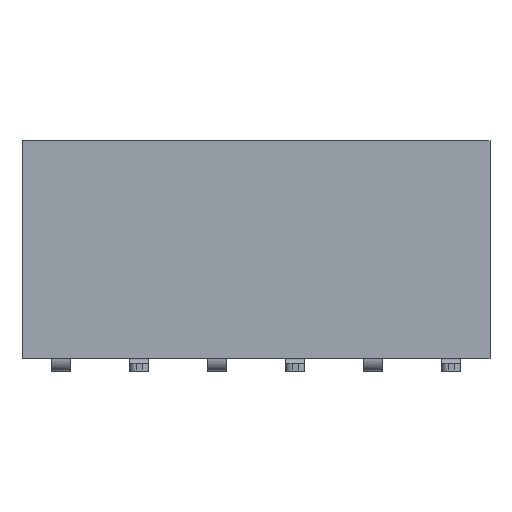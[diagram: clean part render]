
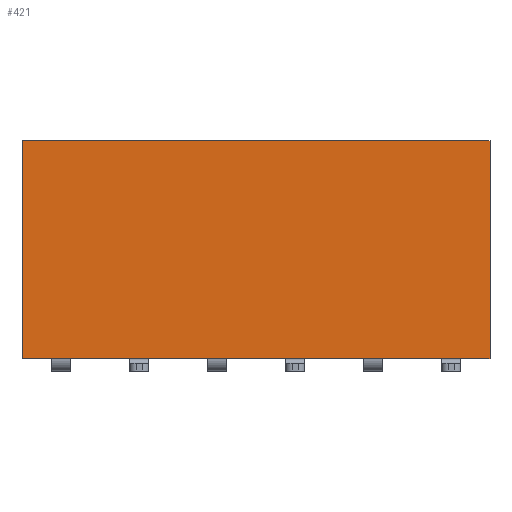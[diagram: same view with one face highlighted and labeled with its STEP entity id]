
A CAD part, top view. The second image highlights one B-rep face of the part: STEP entity #421.
In plain terms, the highlighted planar face has unit normal (0, 0, 1).
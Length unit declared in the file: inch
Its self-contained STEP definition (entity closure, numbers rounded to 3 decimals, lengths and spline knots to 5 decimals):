
#421 = ADVANCED_FACE ( 'NONE', ( #20148 ), #19143, .T. ) ;
#1163 = DIRECTION ( 'NONE',  ( 1., 0., 0. ) ) ;
#1443 = ORIENTED_EDGE ( 'NONE', *, *, #6542, .F. ) ;
#1658 = DIRECTION ( 'NONE',  ( -1., 0., 0. ) ) ;
#2205 = VERTEX_POINT ( 'NONE', #16273 ) ;
#2485 = CARTESIAN_POINT ( 'NONE',  ( 0.6, 0., 0. ) ) ;
#3337 = CARTESIAN_POINT ( 'NONE',  ( 0., 0., 0. ) ) ;
#3382 = CARTESIAN_POINT ( 'NONE',  ( 0., 0., 0. ) ) ;
#3756 = DIRECTION ( 'NONE',  ( 0., 0., 1. ) ) ;
#3845 = ORIENTED_EDGE ( 'NONE', *, *, #15107, .T. ) ;
#3886 = VECTOR ( 'NONE', #1163, 39.37008 ) ;
#4195 = CARTESIAN_POINT ( 'NONE',  ( 0., 0., 0. ) ) ;
#4277 = VERTEX_POINT ( 'NONE', #19986 ) ;
#4445 = CARTESIAN_POINT ( 'NONE',  ( 0., 0., 0. ) ) ;
#5847 = DIRECTION ( 'NONE',  ( 0., -1., 0. ) ) ;
#5912 = DIRECTION ( 'NONE',  ( 1., 0., 0. ) ) ;
#5948 = AXIS2_PLACEMENT_3D ( 'NONE', #3382, #3756, #5912 ) ;
#6542 = EDGE_CURVE ( 'NONE', #4277, #18431, #11848, .T. ) ;
#6584 = CARTESIAN_POINT ( 'NONE',  ( 0., 0.27953, 0. ) ) ;
#8066 = LINE ( 'NONE', #6584, #11882 ) ;
#8260 = VERTEX_POINT ( 'NONE', #3337 ) ;
#11151 = VECTOR ( 'NONE', #5847, 39.37008 ) ;
#11666 = LINE ( 'NONE', #4195, #11151 ) ;
#11848 = LINE ( 'NONE', #2485, #12366 ) ;
#11882 = VECTOR ( 'NONE', #1658, 39.37008 ) ;
#12242 = DIRECTION ( 'NONE',  ( 0., -1., 0. ) ) ;
#12366 = VECTOR ( 'NONE', #12242, 39.37008 ) ;
#14023 = EDGE_LOOP ( 'NONE', ( #1443, #3845, #19714, #14106 ) ) ;
#14106 = ORIENTED_EDGE ( 'NONE', *, *, #17976, .T. ) ;
#14259 = EDGE_CURVE ( 'NONE', #2205, #8260, #11666, .T. ) ;
#15107 = EDGE_CURVE ( 'NONE', #4277, #2205, #8066, .T. ) ;
#16273 = CARTESIAN_POINT ( 'NONE',  ( 0., 0.27953, 0. ) ) ;
#16368 = LINE ( 'NONE', #4445, #3886 ) ;
#17202 = CARTESIAN_POINT ( 'NONE',  ( 0.6, 0., 0. ) ) ;
#17976 = EDGE_CURVE ( 'NONE', #8260, #18431, #16368, .T. ) ;
#18431 = VERTEX_POINT ( 'NONE', #17202 ) ;
#19143 = PLANE ( 'NONE',  #5948 ) ;
#19714 = ORIENTED_EDGE ( 'NONE', *, *, #14259, .T. ) ;
#19986 = CARTESIAN_POINT ( 'NONE',  ( 0.6, 0.27953, 0. ) ) ;
#20148 = FACE_OUTER_BOUND ( 'NONE', #14023, .T. ) ;
